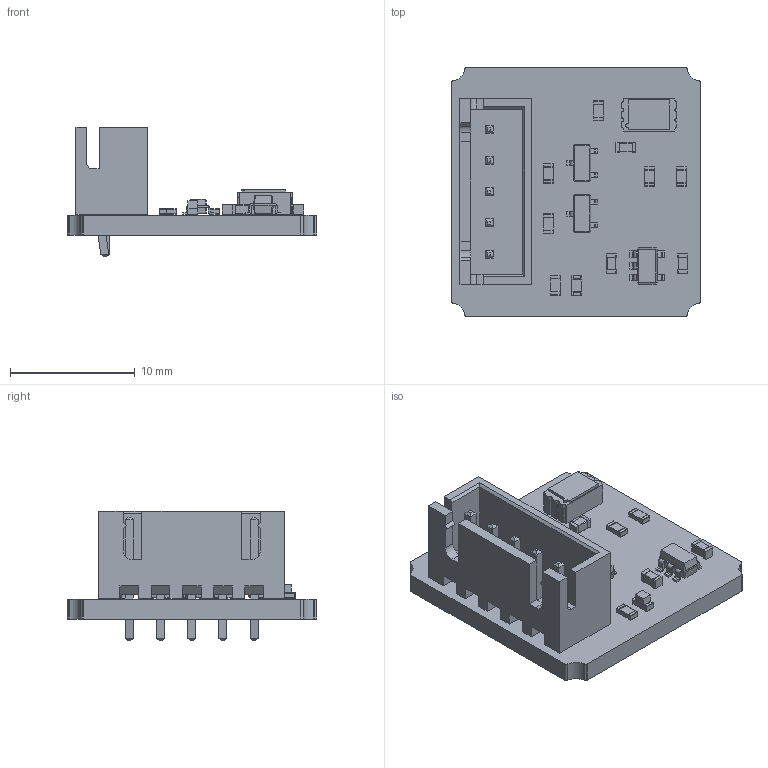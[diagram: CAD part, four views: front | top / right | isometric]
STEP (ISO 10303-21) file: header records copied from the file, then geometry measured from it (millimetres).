
FILE_DESCRIPTION(('KiCad electronic assembly'),'2;1');
FILE_NAME('B-TP_S1385-BRK.step','2025-02-21T14:28:35',('Pcbnew'),( 'Kicad'),'Open CASCADE STEP processor 7.8','KiCad to STEP converter' ,'Unknown');
FILE_SCHEMA(('AUTOMOTIVE_DESIGN { 1 0 10303 214 1 1 1 1 }'));
Length unit declared in the file: millimetre
Products named in the file (16): B-TP_S1385-BRK 1; C_0603_1608Metric; R_0603_1608Metric; SOT-23; SOT_23; SOT-23-5; SOT_23_5; JST_XH_B5B-XH-A_1x05_P2.50mm_Vertical; JST_B5B_XH_A; LED_0603_1608Metric; TPIS 1S 1385--3DModel-STEP-510211; TPIS 1S 1385; _autosave-B-TPÄ°S1385-BRK_PCB
Assembly tree (23 placements, depth 3):
  B-TP_S1385-BRK 1
    C_0603_1608Metric  x3
      C_0603_1608Metric
    R_0603_1608Metric  x6
      R_0603_1608Metric
    SOT-23  x2
      SOT_23
    SOT-23-5
      SOT_23_5
    JST_XH_B5B-XH-A_1x05_P2.50mm_Vertical
      JST_B5B_XH_A
    LED_0603_1608Metric
      LED_0603_1608Metric
    TPIS 1S 1385--3DModel-STEP-510211
      TPIS 1S 1385
    _autosave-B-TPÄ°S1385-BRK_PCB
Bounding box: 20 x 20 x 10.4 mm (x, y, z)
Volume: 965.4 mm3; surface area: 1930.9 mm2
Topology: 26 solids, 26 shells, 1007 faces, 2593 edges, 1656 vertices
Faces by surface type: plane 722, cylinder 202, bspline 83
Full cylindrical faces by diameter (mm): 0.95 x5
Entity records: 25859 total; most frequent: CARTESIAN_POINT 4164, ORIENTED_EDGE 3858, DIRECTION 3559, EDGE_CURVE 1929, LINE 1597, VECTOR 1597, VERTEX_POINT 1234, AXIS2_PLACEMENT_3D 981
